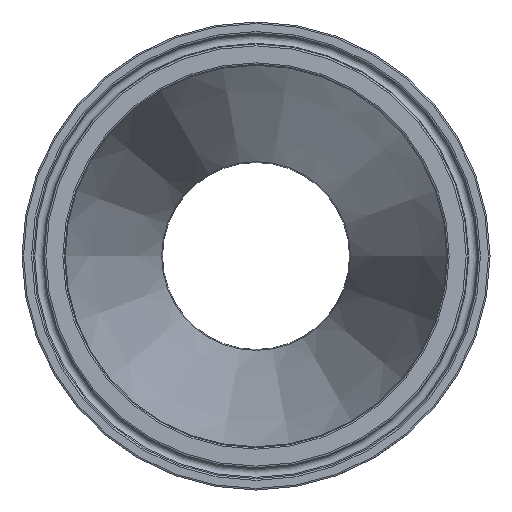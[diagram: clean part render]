
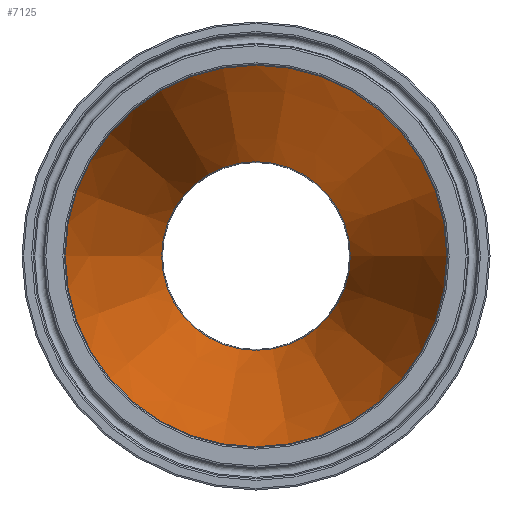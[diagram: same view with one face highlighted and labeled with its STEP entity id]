
A CAD part, left-side view. The second image highlights one B-rep face of the part: STEP entity #7125.
In plain terms, the highlighted conical face has half-angle 15.157 degrees and reference radius 36.22 mm.
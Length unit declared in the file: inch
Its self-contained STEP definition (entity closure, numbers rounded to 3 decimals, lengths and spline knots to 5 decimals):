
#16=CONICAL_SURFACE('',#7559,1.426,15.157);
#140=FACE_BOUND('',#1335,.T.);
#875=FACE_OUTER_BOUND('',#1334,.T.);
#1334=EDGE_LOOP('',(#6616));
#1335=EDGE_LOOP('',(#6617));
#1878=CIRCLE('',#7558,1.9083);
#1879=CIRCLE('',#7560,0.9437);
#3502=VERTEX_POINT('',#15542);
#3503=VERTEX_POINT('',#15545);
#4542=EDGE_CURVE('',#3502,#3502,#1878,.T.);
#4543=EDGE_CURVE('',#3503,#3503,#1879,.T.);
#6616=ORIENTED_EDGE('',*,*,#4543,.F.);
#6617=ORIENTED_EDGE('',*,*,#4542,.F.);
#7125=ADVANCED_FACE('',(#875,#140),#16,.F.);
#7558=AXIS2_PLACEMENT_3D('',#15543,#8879,#8880);
#7559=AXIS2_PLACEMENT_3D('',#15544,#8881,#8882);
#7560=AXIS2_PLACEMENT_3D('',#15546,#8883,#8884);
#8879=DIRECTION('center_axis',(1.,0.,0.));
#8880=DIRECTION('ref_axis',(0.,-1.,0.));
#8881=DIRECTION('center_axis',(-1.,0.,0.));
#8882=DIRECTION('ref_axis',(0.,1.,0.));
#8883=DIRECTION('center_axis',(-1.,0.,0.));
#8884=DIRECTION('ref_axis',(0.,-1.,0.));
#15542=CARTESIAN_POINT('',(0.40711,1.9083,0.));
#15543=CARTESIAN_POINT('Origin',(0.40711,0.,0.));
#15544=CARTESIAN_POINT('Origin',(2.1875,0.,0.));
#15545=CARTESIAN_POINT('',(3.96789,0.9437,0.));
#15546=CARTESIAN_POINT('Origin',(3.96789,0.,0.));
